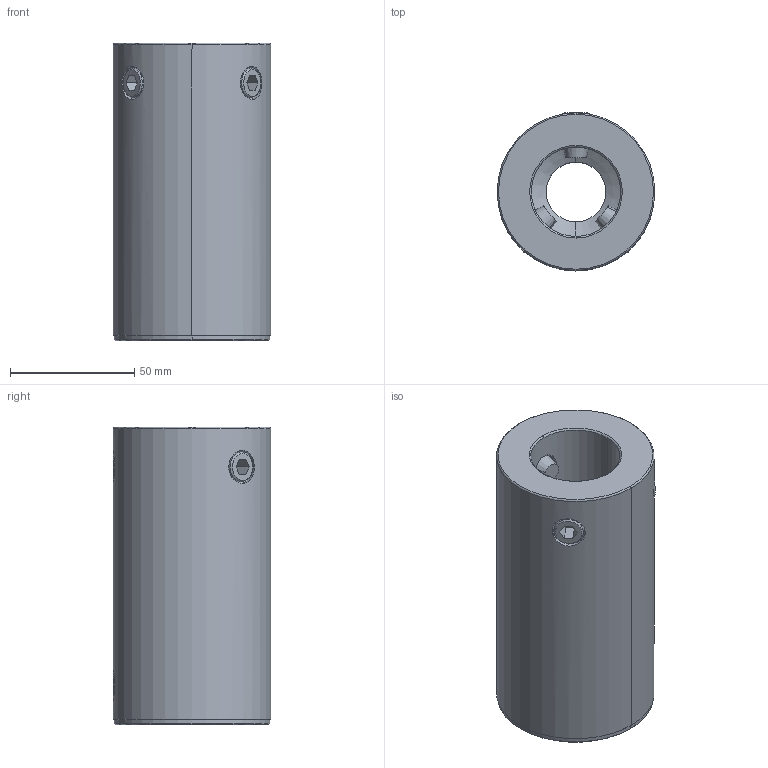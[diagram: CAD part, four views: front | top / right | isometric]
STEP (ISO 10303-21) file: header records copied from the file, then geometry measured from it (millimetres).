
FILE_DESCRIPTION(('no description'),'unknown implementation level');
FILE_NAME('2F9ED7CD-1B46-47BA-88F0-FB3C574692C8_export.stp',' ',('CIMSOURCE GmbH'),('CADClick - KiM GmbH - www.kimweb.de'),'unknown preprocess','ACIS','unknown authorization');
FILE_SCHEMA(('automotive_design'));
Length unit declared in the file: millimetre
Products named in the file (5): 331.861N Kaiser R CKN6 X CK6B X 120 Al|690.436 Kaiser ETL M12 X 18 CK6;Schnitt-Linear austragen2; 331.861N Kaiser R CKN6 X CK6B X 120 Al|331.861N Kaiser R CKN6xCK6Bx120;Schnitt-Rotation1
Bounding box: 63.5 x 63.5 x 120 mm (x, y, z)
Volume: 273843.9 mm3; surface area: 46310.9 mm2
Topology: 5 solids, 5 shells, 180 faces, 397 edges, 220 vertices
Faces by surface type: plane 68, cone 56, cylinder 48, torus 8
Entity records: 10125 total; most frequent: CARTESIAN_POINT 1559, DIRECTION 889, STYLED_ITEM 794, PRESENTATION_STYLE_ASSIGNMENT 794, COLOUR_RGB 794, ORIENTED_EDGE 778, EDGE_CURVE 389, CURVE_STYLE 389
